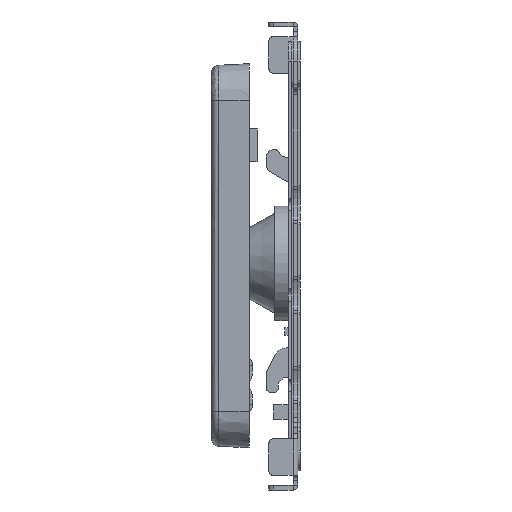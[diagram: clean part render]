
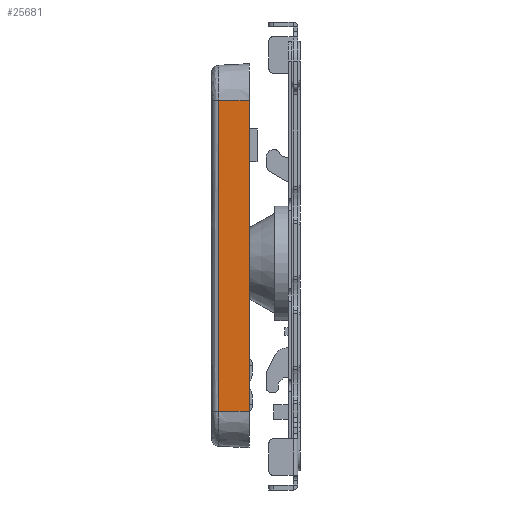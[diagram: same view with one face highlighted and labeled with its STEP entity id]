
A CAD part, left-side view. The second image highlights one B-rep face of the part: STEP entity #25681.
In plain terms, the highlighted planar face has unit normal (0.999, -0.052, 0).
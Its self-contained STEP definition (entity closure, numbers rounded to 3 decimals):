
#20286=DIRECTION('',(-0.052,-0.999,0.));
#20287=VECTOR('',#20286,1.262);
#20288=CARTESIAN_POINT('',(-7.814,3.26,
-6.07));
#20289=LINE('',#20288,#20287);
#20298=CARTESIAN_POINT('',(-7.814,3.26,
-6.07));
#20299=CARTESIAN_POINT('',(-7.814,3.255,
-4.63));
#20300=CARTESIAN_POINT('',(-7.815,3.247,
-1.766));
#20301=CARTESIAN_POINT('',(-7.815,3.247,
2.387));
#20302=CARTESIAN_POINT('',(-7.814,3.255,
5.251));
#20303=CARTESIAN_POINT('',(-7.814,3.26,
6.69));
#20313=DIRECTION('',(0.,0.,1.));
#20314=VECTOR('',#20313,12.76);
#20315=CARTESIAN_POINT('',(-7.88,2.,-6.07));
#20316=LINE('',#20315,#20314);
#20317=CARTESIAN_POINT('',(-7.814,3.26,
6.69));
#20328=DIRECTION('',(0.052,0.999,0.));
#20329=VECTOR('',#20328,1.262);
#20330=CARTESIAN_POINT('',(-7.88,2.,6.69));
#20331=LINE('',#20330,#20329);
#24103=CARTESIAN_POINT('',(-7.88,2.,6.69));
#24104=VERTEX_POINT('',#24103);
#24105=CARTESIAN_POINT('',(-7.88,2.,-6.07));
#24106=VERTEX_POINT('',#24105);
#24179=VERTEX_POINT('',#20317);
#24181=VERTEX_POINT('',#20298);
#25669=CARTESIAN_POINT('',(-7.847,2.63,
0.31));
#25670=DIRECTION('',(0.999,-0.052,0.));
#25671=DIRECTION('',(0.,0.,-1.));
#25672=AXIS2_PLACEMENT_3D('',#25669,#25670,#25671);
#25673=PLANE('',#25672);
#25674=ORIENTED_EDGE('',*,*,#25659,.F.);
#25675=ORIENTED_EDGE('',*,*,#25551,.T.);
#25676=ORIENTED_EDGE('',*,*,#25185,.T.);
#25678=ORIENTED_EDGE('',*,*,#25677,.T.);
#25679=EDGE_LOOP('',(#25674,#25675,#25676,#25678));
#25680=FACE_OUTER_BOUND('',#25679,.F.);
#25681=ADVANCED_FACE('',(#25680),#25673,.T.);
#20304=B_SPLINE_CURVE_WITH_KNOTS('',3,(#20298,#20299,#20300,#20301,#20302,
#20303),.UNSPECIFIED.,.F.,.F.,(4,1,1,4),(0.,0.333,
0.667,1.),.UNSPECIFIED.);
#25185=EDGE_CURVE('',#24106,#24104,#20316,.T.);
#25551=EDGE_CURVE('',#24181,#24106,#20289,.T.);
#25659=EDGE_CURVE('',#24181,#24179,#20304,.T.);
#25677=EDGE_CURVE('',#24104,#24179,#20331,.T.);
